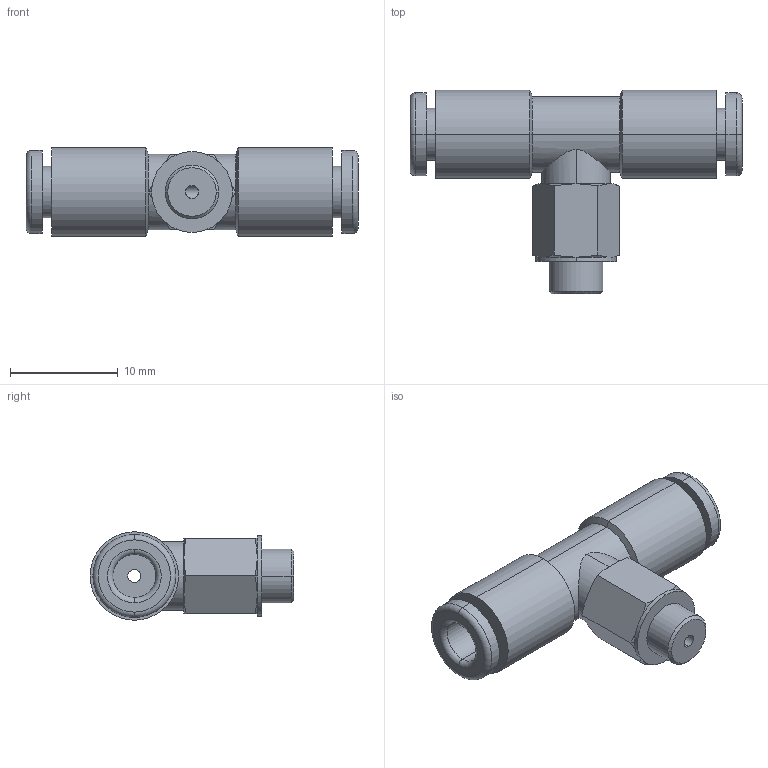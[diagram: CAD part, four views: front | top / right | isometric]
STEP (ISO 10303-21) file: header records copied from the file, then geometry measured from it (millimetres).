
FILE_DESCRIPTION (( 'STEP AP214' ), '1' );
FILE_NAME ('KQ2T04-M5A.step.step', '2015-12-17T13:32:33', ( 'Windows User' ), ( '' ), 'SwSTEP 2.0', 'SolidWorks 2016', '' );
FILE_SCHEMA (( 'AUTOMOTIVE_DESIGN' ));
Length unit declared in the file: millimetre
Products named in the file (2): KQ2T04-M5A.step_KQ2T-metric_KQ2T04-M5A; KQ2T04-M5A.step
Assembly tree (1 placements, depth 2):
  KQ2T04-M5A.step
    KQ2T04-M5A.step_KQ2T-metric_KQ2T04-M5A
Bounding box: 30.8 x 18.9 x 8.2 mm (x, y, z)
Volume: 1480 mm3; surface area: 1645.1 mm2
Topology: 1 solids, 1 shells, 74 faces, 154 edges, 92 vertices
Faces by surface type: cylinder 28, cone 20, plane 18, torus 8
Entity records: 2514 total; most frequent: CARTESIAN_POINT 524, DIRECTION 366, ORIENTED_EDGE 308, AXIS2_PLACEMENT_3D 162, EDGE_CURVE 154, VERTEX_POINT 92, EDGE_LOOP 88, CIRCLE 84
